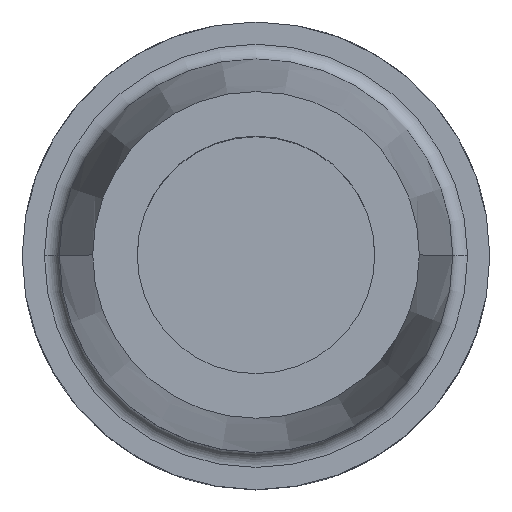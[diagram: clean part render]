
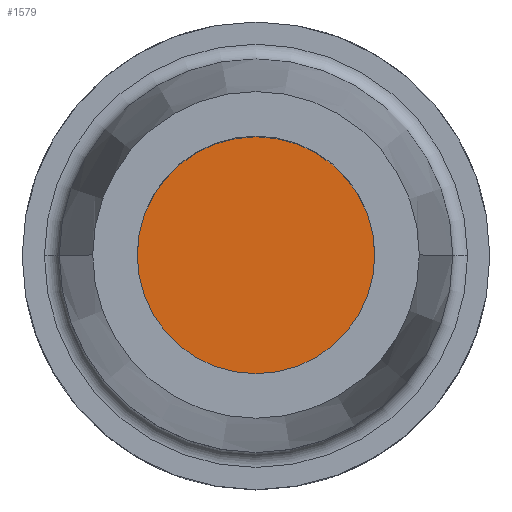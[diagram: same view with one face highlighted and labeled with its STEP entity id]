
A CAD part, top view. The second image highlights one B-rep face of the part: STEP entity #1579.
In plain terms, the highlighted planar face has unit normal (0, 0, 1).
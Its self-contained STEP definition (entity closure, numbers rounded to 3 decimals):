
#79 = VERTEX_POINT ( 'NONE', #4812 ) ;
#386 = DIRECTION ( 'NONE',  ( 0., 0., 1. ) ) ;
#533 = EDGE_CURVE ( 'NONE', #79, #1497, #2105, .T. ) ;
#921 = DIRECTION ( 'NONE',  ( 1., 0., 0. ) ) ;
#1117 = ORIENTED_EDGE ( 'NONE', *, *, #533, .F. ) ;
#1223 = EDGE_CURVE ( 'NONE', #1497, #79, #2468, .T. ) ;
#1251 = AXIS2_PLACEMENT_3D ( 'NONE', #1478, #3393, #3010 ) ;
#1478 = CARTESIAN_POINT ( 'NONE',  ( 0., 0., 37. ) ) ;
#1497 = VERTEX_POINT ( 'NONE', #4488 ) ;
#1579 = ADVANCED_FACE ( 'NONE', ( #3726 ), #2322, .T. ) ;
#2105 = CIRCLE ( 'NONE', #1251, 16.5 ) ;
#2322 = PLANE ( 'NONE',  #2495 ) ;
#2468 = CIRCLE ( 'NONE', #2955, 16.5 ) ;
#2495 = AXIS2_PLACEMENT_3D ( 'NONE', #3163, #386, #921 ) ;
#2560 = EDGE_LOOP ( 'NONE', ( #3349, #1117 ) ) ;
#2955 = AXIS2_PLACEMENT_3D ( 'NONE', #3857, #3022, #4344 ) ;
#3010 = DIRECTION ( 'NONE',  ( -1., 0., 0. ) ) ;
#3022 = DIRECTION ( 'NONE',  ( 0., 0., -1. ) ) ;
#3163 = CARTESIAN_POINT ( 'NONE',  ( 0., 16.5, 37. ) ) ;
#3349 = ORIENTED_EDGE ( 'NONE', *, *, #1223, .F. ) ;
#3393 = DIRECTION ( 'NONE',  ( 0., 0., -1. ) ) ;
#3726 = FACE_OUTER_BOUND ( 'NONE', #2560, .T. ) ;
#3857 = CARTESIAN_POINT ( 'NONE',  ( 0., 0., 37. ) ) ;
#4344 = DIRECTION ( 'NONE',  ( -1., 0., 0. ) ) ;
#4488 = CARTESIAN_POINT ( 'NONE',  ( -16.5, 0., 37. ) ) ;
#4812 = CARTESIAN_POINT ( 'NONE',  ( 16.5, 0., 37. ) ) ;
